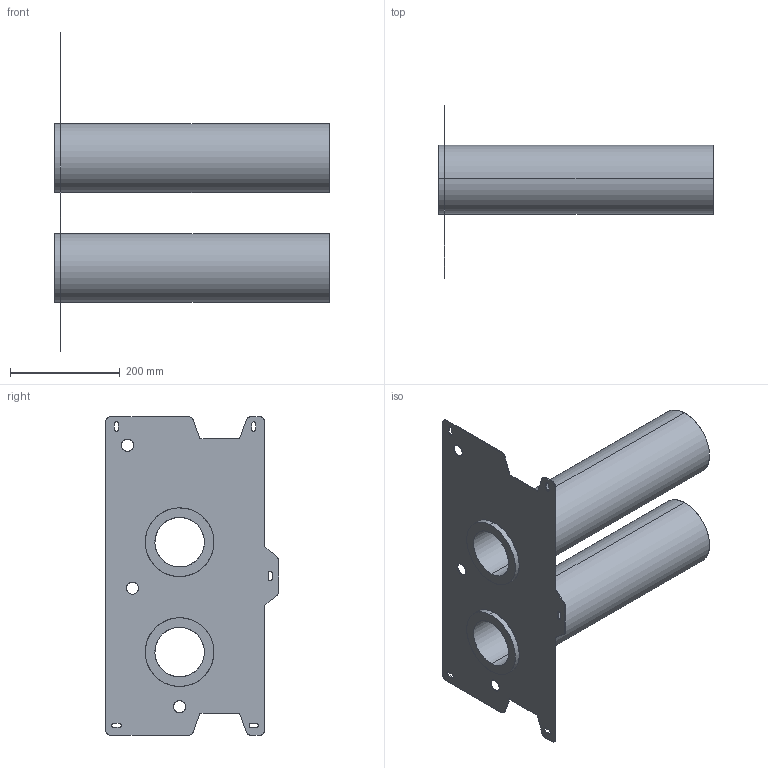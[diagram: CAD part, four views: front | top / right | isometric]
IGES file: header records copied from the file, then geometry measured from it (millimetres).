
Start section: SolidWorks IGES file using analytic representation for surfaces
Global section: file name: Dummy-0092.0610-Montageplatte WS 75 H MP.IGS; native system: SolidWorks 2021; preprocessor: SolidWorks 2021; author: kammerer; date: 241017.114810; units: millimetre
Bounding box: 500 x 315 x 580 mm (x, y, z)
Surface area: 983554.2 mm2 (no closed solid volume)
Topology: 0 solids, 0 shells, 81 faces, 1468 edges, 1468 vertices
Faces by surface type: revolution 43, bspline 38
